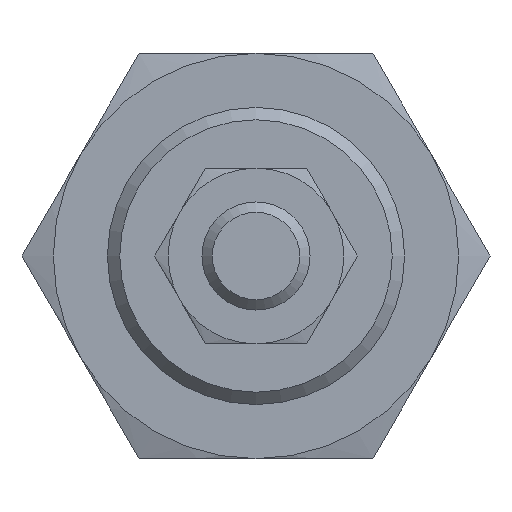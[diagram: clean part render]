
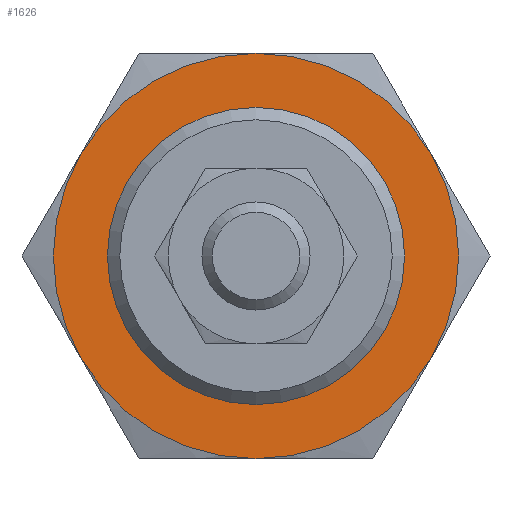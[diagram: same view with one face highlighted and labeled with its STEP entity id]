
A CAD part, left-side view. The second image highlights one B-rep face of the part: STEP entity #1626.
In plain terms, the highlighted planar face has unit normal (-1, 0, 0).
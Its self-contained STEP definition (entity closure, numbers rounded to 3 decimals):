
#240=PLANE('',#1872);
#313=CIRCLE('',#1863,15.);
#314=CIRCLE('',#1865,15.);
#315=CIRCLE('',#1867,15.);
#316=CIRCLE('',#1869,15.);
#317=CIRCLE('',#1871,15.);
#318=CIRCLE('',#1873,15.);
#319=CIRCLE('',#1874,11.);
#640=ORIENTED_EDGE('',*,*,#930,.F.);
#641=ORIENTED_EDGE('',*,*,#932,.F.);
#642=ORIENTED_EDGE('',*,*,#935,.F.);
#643=ORIENTED_EDGE('',*,*,#938,.F.);
#644=ORIENTED_EDGE('',*,*,#925,.F.);
#645=ORIENTED_EDGE('',*,*,#926,.F.);
#646=ORIENTED_EDGE('',*,*,#939,.T.);
#925=EDGE_CURVE('',#1097,#1095,#313,.T.);
#926=EDGE_CURVE('',#1098,#1097,#314,.T.);
#930=EDGE_CURVE('',#1101,#1098,#315,.T.);
#932=EDGE_CURVE('',#1102,#1101,#316,.T.);
#935=EDGE_CURVE('',#1104,#1102,#317,.T.);
#938=EDGE_CURVE('',#1095,#1104,#318,.T.);
#939=EDGE_CURVE('',#1106,#1106,#319,.T.);
#1095=VERTEX_POINT('',#2852);
#1097=VERTEX_POINT('',#2858);
#1098=VERTEX_POINT('',#2862);
#1101=VERTEX_POINT('',#2878);
#1102=VERTEX_POINT('',#2886);
#1104=VERTEX_POINT('',#2898);
#1106=VERTEX_POINT('',#2911);
#1300=EDGE_LOOP('',(#640,#641,#642,#643,#644,#645));
#1301=EDGE_LOOP('',(#646));
#1452=FACE_BOUND('',#1300,.T.);
#1453=FACE_BOUND('',#1301,.T.);
#1626=ADVANCED_FACE('',(#1452,#1453),#240,.F.);
#1863=AXIS2_PLACEMENT_3D('',#2859,#2249,#2250);
#1865=AXIS2_PLACEMENT_3D('',#2861,#2253,#2254);
#1867=AXIS2_PLACEMENT_3D('',#2879,#2257,#2258);
#1869=AXIS2_PLACEMENT_3D('',#2885,#2261,#2262);
#1871=AXIS2_PLACEMENT_3D('',#2897,#2265,#2266);
#1872=AXIS2_PLACEMENT_3D('',#2908,#2267,#2268);
#1873=AXIS2_PLACEMENT_3D('',#2909,#2269,#2270);
#1874=AXIS2_PLACEMENT_3D('',#2910,#2271,#2272);
#2249=DIRECTION('',(1.,0.,0.));
#2250=DIRECTION('',(0.,0.,-1.));
#2253=DIRECTION('',(1.,0.,0.));
#2254=DIRECTION('',(0.,0.,-1.));
#2257=DIRECTION('',(1.,0.,0.));
#2258=DIRECTION('',(0.,0.,-1.));
#2261=DIRECTION('',(1.,0.,0.));
#2262=DIRECTION('',(0.,0.,-1.));
#2265=DIRECTION('',(1.,0.,0.));
#2266=DIRECTION('',(0.,0.,-1.));
#2267=DIRECTION('',(1.,0.,0.));
#2268=DIRECTION('',(0.,0.,-1.));
#2269=DIRECTION('',(1.,0.,0.));
#2270=DIRECTION('',(0.,0.,-1.));
#2271=DIRECTION('',(1.,0.,0.));
#2272=DIRECTION('',(0.,0.,-1.));
#2852=CARTESIAN_POINT('',(0.,-12.99,7.5));
#2858=CARTESIAN_POINT('',(0.,0.,15.));
#2859=CARTESIAN_POINT('',(0.,0.,0.));
#2861=CARTESIAN_POINT('',(0.,0.,0.));
#2862=CARTESIAN_POINT('',(0.,12.99,7.5));
#2878=CARTESIAN_POINT('',(0.,12.99,-7.5));
#2879=CARTESIAN_POINT('',(0.,0.,0.));
#2885=CARTESIAN_POINT('',(0.,0.,0.));
#2886=CARTESIAN_POINT('',(0.,0.,-15.));
#2897=CARTESIAN_POINT('',(0.,0.,0.));
#2898=CARTESIAN_POINT('',(0.,-12.99,-7.5));
#2908=CARTESIAN_POINT('',(0.,0.,0.));
#2909=CARTESIAN_POINT('',(0.,0.,0.));
#2910=CARTESIAN_POINT('',(0.,0.,0.));
#2911=CARTESIAN_POINT('',(0.,0.,-11.));
